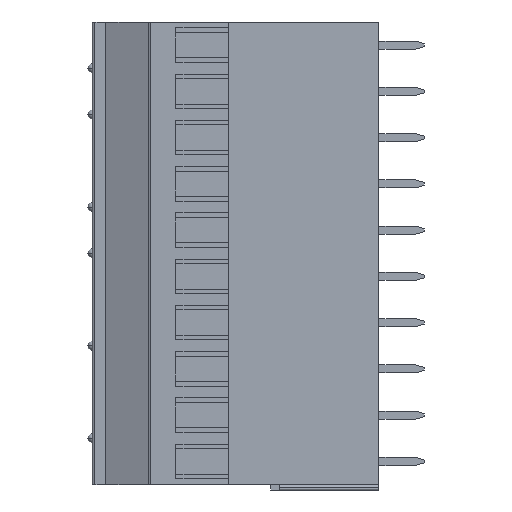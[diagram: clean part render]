
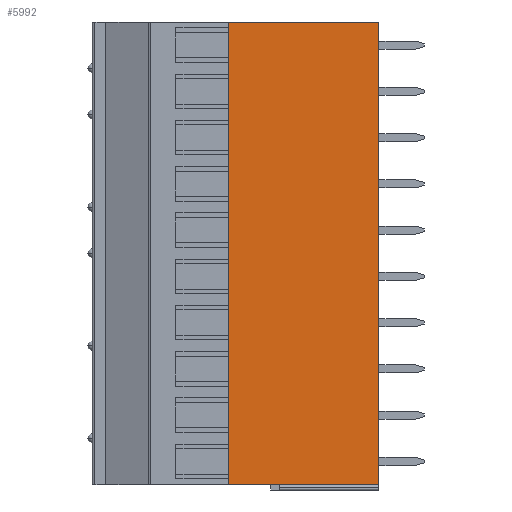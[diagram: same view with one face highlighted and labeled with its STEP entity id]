
A CAD part, left-side view. The second image highlights one B-rep face of the part: STEP entity #5992.
In plain terms, the highlighted planar face has unit normal (-1, 0, 0).
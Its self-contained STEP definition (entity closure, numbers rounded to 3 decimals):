
#40=DIRECTION('',(0.,-1.,0.));
#41=VECTOR('',#40,16.5);
#42=CARTESIAN_POINT('',(-5.55,0.75,48.26));
#43=LINE('',#42,#41);
#156=DIRECTION('',(0.,0.,-1.));
#157=VECTOR('',#156,50.8);
#158=CARTESIAN_POINT('',(-5.55,-15.75,48.26));
#159=LINE('',#158,#157);
#754=DIRECTION('',(0.,0.,-1.));
#755=VECTOR('',#754,50.8);
#756=CARTESIAN_POINT('',(-5.55,0.75,48.26));
#757=LINE('',#756,#755);
#822=DIRECTION('',(0.,-1.,0.));
#823=VECTOR('',#822,16.5);
#824=CARTESIAN_POINT('',(-5.55,0.75,-2.54));
#825=LINE('',#824,#823);
#3996=CARTESIAN_POINT('',(-5.55,0.75,48.26));
#3997=CARTESIAN_POINT('',(-5.55,-15.75,48.26));
#3998=VERTEX_POINT('',#3996);
#3999=VERTEX_POINT('',#3997);
#4020=CARTESIAN_POINT('',(-5.55,0.75,-2.54));
#4021=CARTESIAN_POINT('',(-5.55,-15.75,-2.54));
#4022=VERTEX_POINT('',#4020);
#4023=VERTEX_POINT('',#4021);
#5980=CARTESIAN_POINT('',(-5.55,0.75,48.26));
#5981=DIRECTION('',(-1.,0.,0.));
#5982=DIRECTION('',(0.,-1.,0.));
#5983=AXIS2_PLACEMENT_3D('',#5980,#5981,#5982);
#5984=PLANE('',#5983);
#5985=ORIENTED_EDGE('',*,*,#5159,.T.);
#5986=ORIENTED_EDGE('',*,*,#5248,.T.);
#5988=ORIENTED_EDGE('',*,*,#5987,.F.);
#5989=ORIENTED_EDGE('',*,*,#5720,.F.);
#5990=EDGE_LOOP('',(#5985,#5986,#5988,#5989));
#5991=FACE_OUTER_BOUND('',#5990,.F.);
#5159=EDGE_CURVE('',#3998,#3999,#43,.T.);
#5248=EDGE_CURVE('',#3999,#4023,#159,.T.);
#5720=EDGE_CURVE('',#3998,#4022,#757,.T.);
#5987=EDGE_CURVE('',#4022,#4023,#825,.T.);
#5992=ADVANCED_FACE('',(#5991),#5984,.T.);
